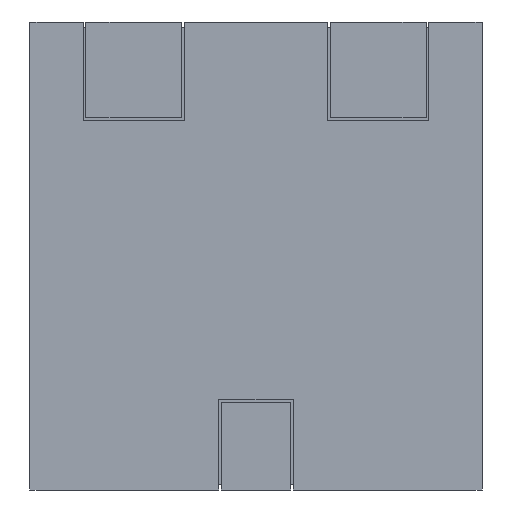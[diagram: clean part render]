
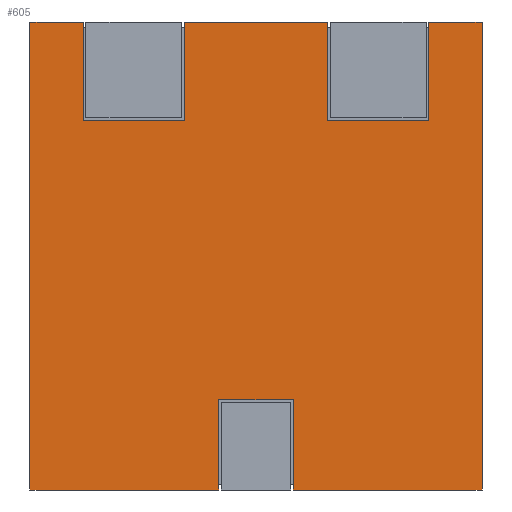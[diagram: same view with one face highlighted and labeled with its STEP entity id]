
A CAD part, front view. The second image highlights one B-rep face of the part: STEP entity #605.
In plain terms, the highlighted planar face has unit normal (0, -1, 0).
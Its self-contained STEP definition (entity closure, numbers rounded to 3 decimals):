
#10 = VERTEX_POINT ( 'NONE', #1296 ) ;
#59 = VERTEX_POINT ( 'NONE', #4283 ) ;
#108 = VERTEX_POINT ( 'NONE', #3755 ) ;
#149 = VECTOR ( 'NONE', #3649, 1000. ) ;
#178 = LINE ( 'NONE', #793, #5459 ) ;
#185 = CARTESIAN_POINT ( 'NONE',  ( -0.7, 0., -4.4 ) ) ;
#188 = DIRECTION ( 'NONE',  ( -1., 0., 0. ) ) ;
#220 = CARTESIAN_POINT ( 'NONE',  ( 4.25, 0., 4.4 ) ) ;
#240 = CARTESIAN_POINT ( 'NONE',  ( 0., 0., 0. ) ) ;
#336 = CARTESIAN_POINT ( 'NONE',  ( 3.25, 0., 4.4 ) ) ;
#347 = EDGE_LOOP ( 'NONE', ( #2411, #1361, #3907, #832, #4625, #4730, #3689, #2625, #1977, #769, #1652, #5528, #3005, #4900, #5297, #2503 ) ) ;
#356 = CARTESIAN_POINT ( 'NONE',  ( -0.7, 0., -2.7 ) ) ;
#450 = CARTESIAN_POINT ( 'NONE',  ( -3.25, 0., 2.55 ) ) ;
#502 = VERTEX_POINT ( 'NONE', #5038 ) ;
#534 = DIRECTION ( 'NONE',  ( 1., 0., 0. ) ) ;
#540 = LINE ( 'NONE', #3607, #4819 ) ;
#549 = CARTESIAN_POINT ( 'NONE',  ( 4.25, 0., 4.4 ) ) ;
#605 = ADVANCED_FACE ( 'NONE', ( #808 ), #1998, .F. ) ;
#684 = LINE ( 'NONE', #5195, #1194 ) ;
#726 = DIRECTION ( 'NONE',  ( 1., 0., 0. ) ) ;
#728 = VECTOR ( 'NONE', #1357, 1000. ) ;
#769 = ORIENTED_EDGE ( 'NONE', *, *, #4296, .F. ) ;
#777 = VERTEX_POINT ( 'NONE', #5339 ) ;
#793 = CARTESIAN_POINT ( 'NONE',  ( 4.25, 0., -4.4 ) ) ;
#805 = VERTEX_POINT ( 'NONE', #4531 ) ;
#808 = FACE_OUTER_BOUND ( 'NONE', #347, .T. ) ;
#832 = ORIENTED_EDGE ( 'NONE', *, *, #1769, .F. ) ;
#847 = VERTEX_POINT ( 'NONE', #2615 ) ;
#862 = LINE ( 'NONE', #951, #5059 ) ;
#880 = LINE ( 'NONE', #3761, #3359 ) ;
#951 = CARTESIAN_POINT ( 'NONE',  ( 4.25, 0., 4.4 ) ) ;
#975 = CARTESIAN_POINT ( 'NONE',  ( -3.25, 0., 2.55 ) ) ;
#986 = EDGE_CURVE ( 'NONE', #502, #4627, #2016, .T. ) ;
#1031 = DIRECTION ( 'NONE',  ( -1., 0., 0. ) ) ;
#1038 = EDGE_CURVE ( 'NONE', #3184, #4036, #1880, .T. ) ;
#1082 = CARTESIAN_POINT ( 'NONE',  ( 1.35, 0., 2.55 ) ) ;
#1169 = LINE ( 'NONE', #3542, #728 ) ;
#1194 = VECTOR ( 'NONE', #1569, 1000. ) ;
#1276 = EDGE_CURVE ( 'NONE', #4895, #3184, #880, .T. ) ;
#1296 = CARTESIAN_POINT ( 'NONE',  ( 0.7, 0., -4.4 ) ) ;
#1357 = DIRECTION ( 'NONE',  ( 0., 0., -1. ) ) ;
#1361 = ORIENTED_EDGE ( 'NONE', *, *, #3247, .T. ) ;
#1472 = VECTOR ( 'NONE', #3546, 1000. ) ;
#1569 = DIRECTION ( 'NONE',  ( 0., 0., 1. ) ) ;
#1587 = EDGE_CURVE ( 'NONE', #3814, #502, #1821, .T. ) ;
#1652 = ORIENTED_EDGE ( 'NONE', *, *, #3116, .F. ) ;
#1678 = EDGE_CURVE ( 'NONE', #2554, #777, #540, .T. ) ;
#1705 = EDGE_CURVE ( 'NONE', #4111, #2514, #5384, .T. ) ;
#1769 = EDGE_CURVE ( 'NONE', #2514, #2554, #684, .T. ) ;
#1821 = LINE ( 'NONE', #3564, #2724 ) ;
#1880 = LINE ( 'NONE', #5090, #4145 ) ;
#1908 = VECTOR ( 'NONE', #3726, 1000. ) ;
#1938 = DIRECTION ( 'NONE',  ( 0., 0., -1. ) ) ;
#1960 = CARTESIAN_POINT ( 'NONE',  ( -4.25, 0., -4.4 ) ) ;
#1977 = ORIENTED_EDGE ( 'NONE', *, *, #4520, .F. ) ;
#1998 = PLANE ( 'NONE',  #4840 ) ;
#2000 = CARTESIAN_POINT ( 'NONE',  ( 4.25, 0., -4.4 ) ) ;
#2016 = LINE ( 'NONE', #975, #149 ) ;
#2144 = CARTESIAN_POINT ( 'NONE',  ( -1.35, 0., 4.4 ) ) ;
#2411 = ORIENTED_EDGE ( 'NONE', *, *, #986, .T. ) ;
#2456 = VERTEX_POINT ( 'NONE', #2000 ) ;
#2486 = DIRECTION ( 'NONE',  ( 0., 1., 0. ) ) ;
#2503 = ORIENTED_EDGE ( 'NONE', *, *, #1587, .T. ) ;
#2514 = VERTEX_POINT ( 'NONE', #1960 ) ;
#2554 = VERTEX_POINT ( 'NONE', #4811 ) ;
#2615 = CARTESIAN_POINT ( 'NONE',  ( 4.25, 0., 4.4 ) ) ;
#2625 = ORIENTED_EDGE ( 'NONE', *, *, #5735, .T. ) ;
#2724 = VECTOR ( 'NONE', #4508, 1000. ) ;
#2901 = VECTOR ( 'NONE', #4422, 1000. ) ;
#2930 = CARTESIAN_POINT ( 'NONE',  ( 0.7, 0., -2.7 ) ) ;
#3005 = ORIENTED_EDGE ( 'NONE', *, *, #1038, .T. ) ;
#3044 = DIRECTION ( 'NONE',  ( -1., 0., 0. ) ) ;
#3116 = EDGE_CURVE ( 'NONE', #4895, #847, #862, .T. ) ;
#3184 = VERTEX_POINT ( 'NONE', #5602 ) ;
#3247 = EDGE_CURVE ( 'NONE', #4627, #777, #3691, .T. ) ;
#3359 = VECTOR ( 'NONE', #1938, 1000. ) ;
#3542 = CARTESIAN_POINT ( 'NONE',  ( 0.7, 0., -2.7 ) ) ;
#3546 = DIRECTION ( 'NONE',  ( 1., 0., 0. ) ) ;
#3564 = CARTESIAN_POINT ( 'NONE',  ( -1.35, 0., 4.45 ) ) ;
#3607 = CARTESIAN_POINT ( 'NONE',  ( 4.25, 0., 4.4 ) ) ;
#3649 = DIRECTION ( 'NONE',  ( -1., 0., 0. ) ) ;
#3659 = EDGE_CURVE ( 'NONE', #4036, #805, #4702, .T. ) ;
#3689 = ORIENTED_EDGE ( 'NONE', *, *, #4803, .T. ) ;
#3691 = LINE ( 'NONE', #5205, #5558 ) ;
#3726 = DIRECTION ( 'NONE',  ( 0., 0., -1. ) ) ;
#3755 = CARTESIAN_POINT ( 'NONE',  ( -0.7, 0., -2.7 ) ) ;
#3761 = CARTESIAN_POINT ( 'NONE',  ( 3.25, 0., 4.45 ) ) ;
#3786 = DIRECTION ( 'NONE',  ( 0., 0., 1. ) ) ;
#3802 = DIRECTION ( 'NONE',  ( 0., 0., 1. ) ) ;
#3814 = VERTEX_POINT ( 'NONE', #2144 ) ;
#3855 = CARTESIAN_POINT ( 'NONE',  ( 4.25, 0., -4.4 ) ) ;
#3878 = EDGE_CURVE ( 'NONE', #4111, #108, #4352, .T. ) ;
#3907 = ORIENTED_EDGE ( 'NONE', *, *, #1678, .F. ) ;
#4036 = VERTEX_POINT ( 'NONE', #1082 ) ;
#4045 = DIRECTION ( 'NONE',  ( 0., 0., 1. ) ) ;
#4111 = VERTEX_POINT ( 'NONE', #185 ) ;
#4145 = VECTOR ( 'NONE', #1031, 1000. ) ;
#4283 = CARTESIAN_POINT ( 'NONE',  ( 0.7, 0., -2.7 ) ) ;
#4296 = EDGE_CURVE ( 'NONE', #847, #2456, #5892, .T. ) ;
#4350 = VECTOR ( 'NONE', #726, 1000. ) ;
#4352 = LINE ( 'NONE', #356, #5336 ) ;
#4422 = DIRECTION ( 'NONE',  ( 0., 0., 1. ) ) ;
#4508 = DIRECTION ( 'NONE',  ( 0., 0., -1. ) ) ;
#4520 = EDGE_CURVE ( 'NONE', #2456, #10, #178, .T. ) ;
#4531 = CARTESIAN_POINT ( 'NONE',  ( 1.35, 0., 4.4 ) ) ;
#4563 = LINE ( 'NONE', #220, #4350 ) ;
#4625 = ORIENTED_EDGE ( 'NONE', *, *, #1705, .F. ) ;
#4627 = VERTEX_POINT ( 'NONE', #450 ) ;
#4702 = LINE ( 'NONE', #5743, #2901 ) ;
#4730 = ORIENTED_EDGE ( 'NONE', *, *, #3878, .T. ) ;
#4803 = EDGE_CURVE ( 'NONE', #108, #59, #5886, .T. ) ;
#4811 = CARTESIAN_POINT ( 'NONE',  ( -4.25, 0., 4.4 ) ) ;
#4819 = VECTOR ( 'NONE', #5261, 1000. ) ;
#4840 = AXIS2_PLACEMENT_3D ( 'NONE', #240, #2486, #3802 ) ;
#4895 = VERTEX_POINT ( 'NONE', #336 ) ;
#4900 = ORIENTED_EDGE ( 'NONE', *, *, #3659, .T. ) ;
#5038 = CARTESIAN_POINT ( 'NONE',  ( -1.35, 0., 2.55 ) ) ;
#5059 = VECTOR ( 'NONE', #534, 1000. ) ;
#5090 = CARTESIAN_POINT ( 'NONE',  ( 3.25, 0., 2.55 ) ) ;
#5195 = CARTESIAN_POINT ( 'NONE',  ( -4.25, 0., 4.4 ) ) ;
#5205 = CARTESIAN_POINT ( 'NONE',  ( -3.25, 0., 4.45 ) ) ;
#5261 = DIRECTION ( 'NONE',  ( 1., 0., 0. ) ) ;
#5297 = ORIENTED_EDGE ( 'NONE', *, *, #5308, .F. ) ;
#5308 = EDGE_CURVE ( 'NONE', #3814, #805, #4563, .T. ) ;
#5336 = VECTOR ( 'NONE', #4045, 1000. ) ;
#5339 = CARTESIAN_POINT ( 'NONE',  ( -3.25, 0., 4.4 ) ) ;
#5384 = LINE ( 'NONE', #3855, #5520 ) ;
#5459 = VECTOR ( 'NONE', #3044, 1000. ) ;
#5520 = VECTOR ( 'NONE', #188, 1000. ) ;
#5528 = ORIENTED_EDGE ( 'NONE', *, *, #1276, .T. ) ;
#5558 = VECTOR ( 'NONE', #3786, 1000. ) ;
#5602 = CARTESIAN_POINT ( 'NONE',  ( 3.25, 0., 2.55 ) ) ;
#5735 = EDGE_CURVE ( 'NONE', #59, #10, #1169, .T. ) ;
#5743 = CARTESIAN_POINT ( 'NONE',  ( 1.35, 0., 4.45 ) ) ;
#5886 = LINE ( 'NONE', #2930, #1472 ) ;
#5892 = LINE ( 'NONE', #549, #1908 ) ;
